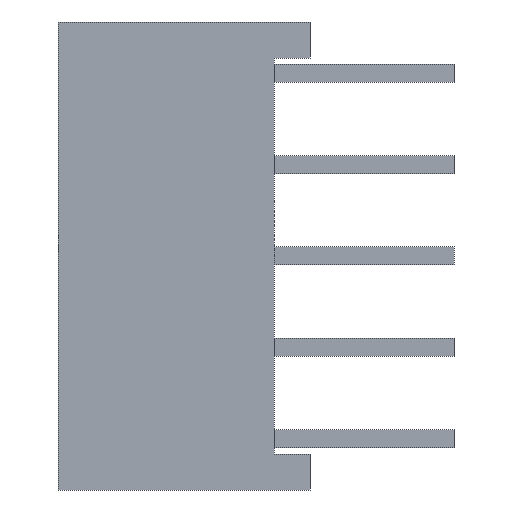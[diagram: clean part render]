
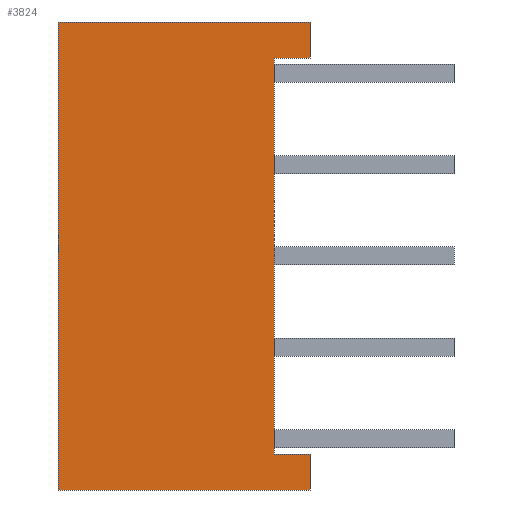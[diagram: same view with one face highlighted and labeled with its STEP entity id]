
A CAD part, left-side view. The second image highlights one B-rep face of the part: STEP entity #3824.
In plain terms, the highlighted planar face has unit normal (-1, 0, 0).
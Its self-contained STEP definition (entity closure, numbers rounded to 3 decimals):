
#106 = VERTEX_POINT('',#107);
#107 = CARTESIAN_POINT('',(-5.,-6.,5.5));
#113 = EDGE_CURVE('',#114,#106,#116,.T.);
#114 = VERTEX_POINT('',#115);
#115 = CARTESIAN_POINT('',(-5.,-6.,-5.5));
#116 = LINE('',#117,#118);
#117 = CARTESIAN_POINT('',(-5.,-6.,-6.5));
#118 = VECTOR('',#119,1.);
#119 = DIRECTION('',(0.,-0.,1.));
#2266 = EDGE_CURVE('',#2267,#2269,#2271,.T.);
#2267 = VERTEX_POINT('',#2268);
#2268 = CARTESIAN_POINT('',(-5.,0.,6.5));
#2269 = VERTEX_POINT('',#2270);
#2270 = CARTESIAN_POINT('',(-5.,-7.,6.5));
#2271 = LINE('',#2272,#2273);
#2272 = CARTESIAN_POINT('',(-5.,-7.,6.5));
#2273 = VECTOR('',#2274,1.);
#2274 = DIRECTION('',(0.,-1.,-0.));
#3804 = EDGE_CURVE('',#3805,#106,#3807,.T.);
#3805 = VERTEX_POINT('',#3806);
#3806 = CARTESIAN_POINT('',(-5.,-7.,5.5));
#3807 = LINE('',#3808,#3809);
#3808 = CARTESIAN_POINT('',(-5.,-3.5,5.5));
#3809 = VECTOR('',#3810,1.);
#3810 = DIRECTION('',(0.,1.,0.));
#3824 = ADVANCED_FACE('',(#3825),#3866,.T.);
#3825 = FACE_BOUND('',#3826,.T.);
#3826 = EDGE_LOOP('',(#3827,#3835,#3843,#3851,#3857,#3858,#3859,#3865));
#3827 = ORIENTED_EDGE('',*,*,#3828,.T.);
#3828 = EDGE_CURVE('',#2267,#3829,#3831,.T.);
#3829 = VERTEX_POINT('',#3830);
#3830 = CARTESIAN_POINT('',(-5.,0.,-6.5));
#3831 = LINE('',#3832,#3833);
#3832 = CARTESIAN_POINT('',(-5.,0.,0.));
#3833 = VECTOR('',#3834,1.);
#3834 = DIRECTION('',(0.,-0.,-1.));
#3835 = ORIENTED_EDGE('',*,*,#3836,.T.);
#3836 = EDGE_CURVE('',#3829,#3837,#3839,.T.);
#3837 = VERTEX_POINT('',#3838);
#3838 = CARTESIAN_POINT('',(-5.,-7.,-6.5));
#3839 = LINE('',#3840,#3841);
#3840 = CARTESIAN_POINT('',(-5.,-7.,-6.5));
#3841 = VECTOR('',#3842,1.);
#3842 = DIRECTION('',(-0.,-1.,0.));
#3843 = ORIENTED_EDGE('',*,*,#3844,.T.);
#3844 = EDGE_CURVE('',#3837,#3845,#3847,.T.);
#3845 = VERTEX_POINT('',#3846);
#3846 = CARTESIAN_POINT('',(-5.,-7.,-5.5));
#3847 = LINE('',#3848,#3849);
#3848 = CARTESIAN_POINT('',(-5.,-7.,0.));
#3849 = VECTOR('',#3850,1.);
#3850 = DIRECTION('',(0.,0.,1.));
#3851 = ORIENTED_EDGE('',*,*,#3852,.T.);
#3852 = EDGE_CURVE('',#3845,#114,#3853,.T.);
#3853 = LINE('',#3854,#3855);
#3854 = CARTESIAN_POINT('',(-5.,-7.,-5.5));
#3855 = VECTOR('',#3856,1.);
#3856 = DIRECTION('',(0.,1.,-0.));
#3857 = ORIENTED_EDGE('',*,*,#113,.T.);
#3858 = ORIENTED_EDGE('',*,*,#3804,.F.);
#3859 = ORIENTED_EDGE('',*,*,#3860,.T.);
#3860 = EDGE_CURVE('',#3805,#2269,#3861,.T.);
#3861 = LINE('',#3862,#3863);
#3862 = CARTESIAN_POINT('',(-5.,-7.,0.));
#3863 = VECTOR('',#3864,1.);
#3864 = DIRECTION('',(0.,0.,1.));
#3865 = ORIENTED_EDGE('',*,*,#2266,.F.);
#3866 = PLANE('',#3867);
#3867 = AXIS2_PLACEMENT_3D('',#3868,#3869,#3870);
#3868 = CARTESIAN_POINT('',(-5.,-7.,0.));
#3869 = DIRECTION('',(-1.,0.,0.));
#3870 = DIRECTION('',(0.,0.,1.));
